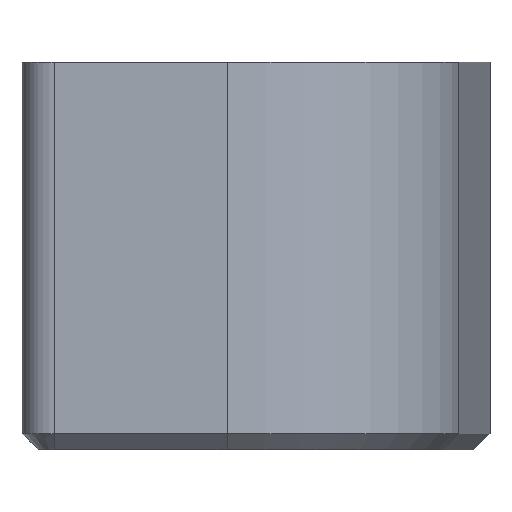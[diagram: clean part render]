
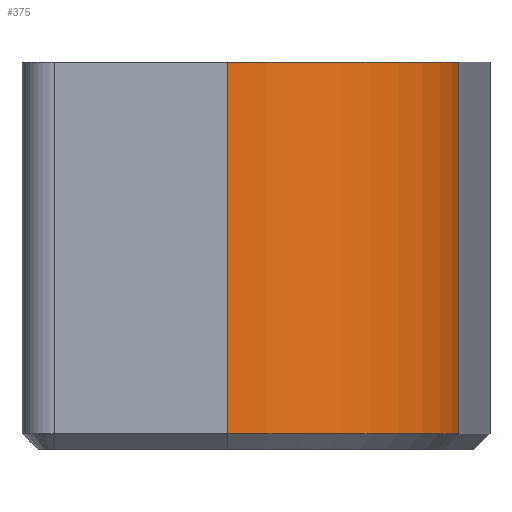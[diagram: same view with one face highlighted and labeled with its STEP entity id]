
A CAD part, left-side view. The second image highlights one B-rep face of the part: STEP entity #375.
In plain terms, the highlighted cylindrical face has radius 7.592 mm (diameter 15.185 mm), a partial arc.
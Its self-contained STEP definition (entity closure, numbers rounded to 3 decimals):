
#45=CIRCLE('',#417,7.592);
#46=CIRCLE('',#418,7.592);
#75=ORIENTED_EDGE('',*,*,#176,.T.);
#76=ORIENTED_EDGE('',*,*,#177,.T.);
#77=ORIENTED_EDGE('',*,*,#173,.F.);
#78=ORIENTED_EDGE('',*,*,#178,.T.);
#173=EDGE_CURVE('',#224,#225,#255,.T.);
#176=EDGE_CURVE('',#226,#227,#258,.T.);
#177=EDGE_CURVE('',#227,#225,#45,.F.);
#178=EDGE_CURVE('',#224,#226,#46,.T.);
#224=VERTEX_POINT('',#597);
#225=VERTEX_POINT('',#598);
#226=VERTEX_POINT('',#603);
#227=VERTEX_POINT('',#604);
#255=LINE('',#596,#279);
#258=LINE('',#602,#282);
#279=VECTOR('',#473,1000.);
#282=VECTOR('',#478,1000.);
#303=EDGE_LOOP('',(#75,#76,#77,#78));
#335=FACE_BOUND('',#303,.T.);
#366=CYLINDRICAL_SURFACE('',#416,7.592);
#375=ADVANCED_FACE('',(#335),#366,.T.);
#416=AXIS2_PLACEMENT_3D('',#601,#476,#477);
#417=AXIS2_PLACEMENT_3D('',#605,#479,#480);
#418=AXIS2_PLACEMENT_3D('',#606,#481,#482);
#473=DIRECTION('',(0.,0.,-1.));
#476=DIRECTION('',(0.,0.,-1.));
#477=DIRECTION('',(-1.,0.,0.));
#478=DIRECTION('',(0.,0.,-1.));
#479=DIRECTION('',(0.,0.,-1.));
#480=DIRECTION('',(-1.,0.,0.));
#481=DIRECTION('',(0.,0.,-1.));
#482=DIRECTION('',(1.,0.,0.));
#596=CARTESIAN_POINT('',(-8.364,-24.136,2.));
#597=CARTESIAN_POINT('',(-8.364,-24.136,12.));
#598=CARTESIAN_POINT('',(-8.364,-24.136,0.5));
#601=CARTESIAN_POINT('',(-7.668,-16.576,2.));
#602=CARTESIAN_POINT('',(-15.25,-16.964,2.));
#603=CARTESIAN_POINT('',(-15.25,-16.964,12.));
#604=CARTESIAN_POINT('',(-15.25,-16.964,0.5));
#605=CARTESIAN_POINT('',(-7.668,-16.576,0.5));
#606=CARTESIAN_POINT('',(-7.668,-16.576,12.));
